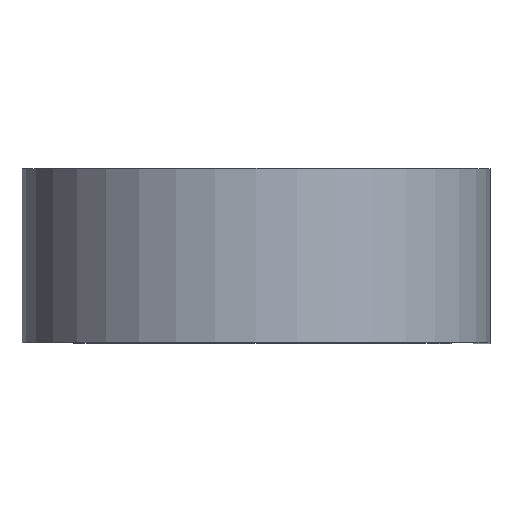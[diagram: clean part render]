
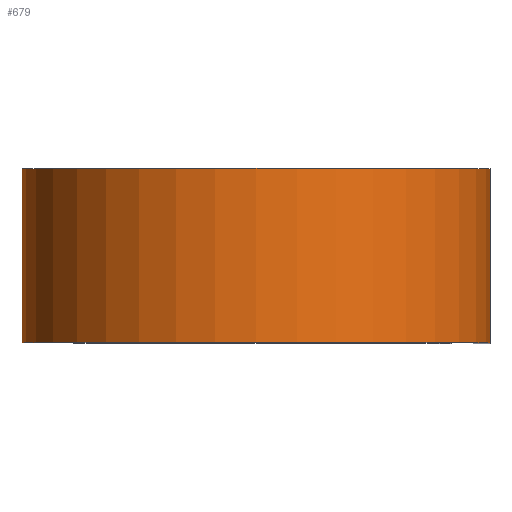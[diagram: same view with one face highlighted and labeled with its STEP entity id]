
A CAD part, top view. The second image highlights one B-rep face of the part: STEP entity #679.
In plain terms, the highlighted cylindrical face has radius 17.094 mm (diameter 34.188 mm), a partial arc.
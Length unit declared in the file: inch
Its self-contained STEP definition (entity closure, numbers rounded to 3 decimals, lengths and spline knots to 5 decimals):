
#49 = VECTOR ( 'NONE', #64, 39.37008 ) ;
#64 = DIRECTION ( 'NONE',  ( 0., -1., 0. ) ) ;
#79 = AXIS2_PLACEMENT_3D ( 'NONE', #452, #401, #578 ) ;
#95 = AXIS2_PLACEMENT_3D ( 'NONE', #227, #373, #430 ) ;
#115 = VERTEX_POINT ( 'NONE', #147 ) ;
#137 = VERTEX_POINT ( 'NONE', #251 ) ;
#146 = EDGE_LOOP ( 'NONE', ( #448, #444, #420, #673 ) ) ;
#147 = CARTESIAN_POINT ( 'NONE',  ( 0., -0.25, -0.673 ) ) ;
#167 = CARTESIAN_POINT ( 'NONE',  ( 0., 0.25, -0.673 ) ) ;
#177 = CYLINDRICAL_SURFACE ( 'NONE', #79, 0.673 ) ;
#184 = CARTESIAN_POINT ( 'NONE',  ( 0., 0.25, -0.673 ) ) ;
#216 = FACE_OUTER_BOUND ( 'NONE', #146, .T. ) ;
#227 = CARTESIAN_POINT ( 'NONE',  ( 0., 0.25, 0. ) ) ;
#243 = CARTESIAN_POINT ( 'NONE',  ( 0.673, 0.25, 0. ) ) ;
#251 = CARTESIAN_POINT ( 'NONE',  ( 0.673, -0.25, 0. ) ) ;
#349 = DIRECTION ( 'NONE',  ( 0., 1., 0. ) ) ;
#355 = CIRCLE ( 'NONE', #659, 0.673 ) ;
#373 = DIRECTION ( 'NONE',  ( 0., 1., 0. ) ) ;
#375 = LINE ( 'NONE', #184, #49 ) ;
#401 = DIRECTION ( 'NONE',  ( 0., -1., 0. ) ) ;
#420 = ORIENTED_EDGE ( 'NONE', *, *, #517, .F. ) ;
#428 = CARTESIAN_POINT ( 'NONE',  ( 0.673, 0.25, 0. ) ) ;
#430 = DIRECTION ( 'NONE',  ( 1., 0., 0. ) ) ;
#441 = VECTOR ( 'NONE', #656, 39.37008 ) ;
#444 = ORIENTED_EDGE ( 'NONE', *, *, #497, .F. ) ;
#448 = ORIENTED_EDGE ( 'NONE', *, *, #678, .T. ) ;
#449 = VERTEX_POINT ( 'NONE', #167 ) ;
#452 = CARTESIAN_POINT ( 'NONE',  ( 0., 0.25, 0. ) ) ;
#497 = EDGE_CURVE ( 'NONE', #619, #137, #610, .T. ) ;
#513 = CARTESIAN_POINT ( 'NONE',  ( 0., -0.25, 0. ) ) ;
#517 = EDGE_CURVE ( 'NONE', #449, #619, #726, .T. ) ;
#578 = DIRECTION ( 'NONE',  ( 0., 0., -1. ) ) ;
#610 = LINE ( 'NONE', #428, #441 ) ;
#619 = VERTEX_POINT ( 'NONE', #243 ) ;
#647 = EDGE_CURVE ( 'NONE', #449, #115, #375, .T. ) ;
#656 = DIRECTION ( 'NONE',  ( 0., -1., 0. ) ) ;
#659 = AXIS2_PLACEMENT_3D ( 'NONE', #513, #349, #676 ) ;
#673 = ORIENTED_EDGE ( 'NONE', *, *, #647, .T. ) ;
#676 = DIRECTION ( 'NONE',  ( 1., 0., 0. ) ) ;
#678 = EDGE_CURVE ( 'NONE', #115, #137, #355, .T. ) ;
#679 = ADVANCED_FACE ( 'NONE', ( #216 ), #177, .T. ) ;
#726 = CIRCLE ( 'NONE', #95, 0.673 ) ;
